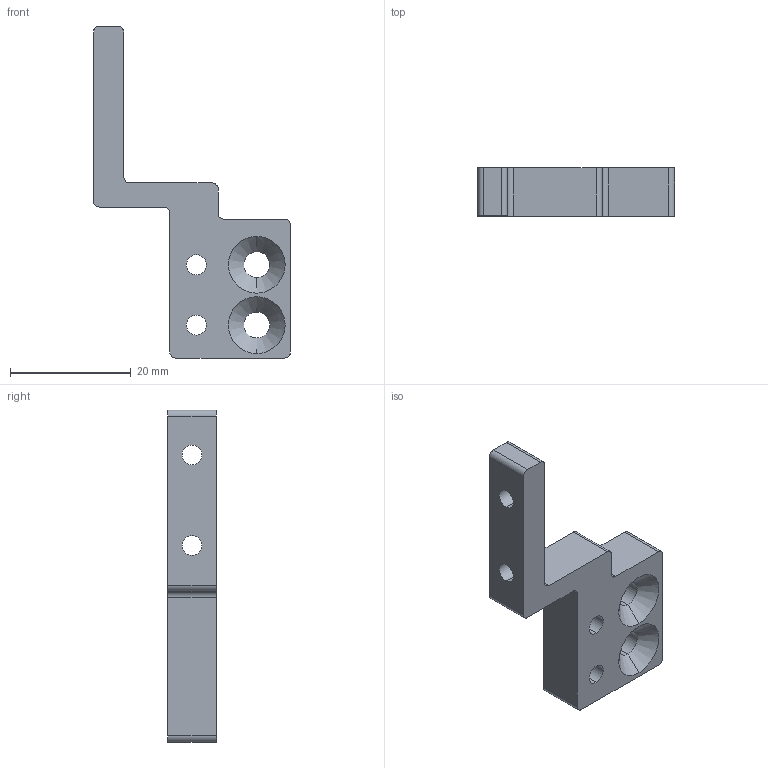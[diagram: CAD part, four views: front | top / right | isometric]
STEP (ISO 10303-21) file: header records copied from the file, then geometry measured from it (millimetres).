
FILE_DESCRIPTION (( 'STEP AP203' ), '1' );
FILE_NAME ('TIT-040-A-Fixation-sv-2.STEP', '2022-05-25T11:52:32', ( '' ), ( '' ), 'SwSTEP 2.0', 'SolidWorks 2016', '' );
FILE_SCHEMA (( 'CONFIG_CONTROL_DESIGN' ));
Length unit declared in the file: millimetre
Products named in the file (1): TIT-040-A-Fixation-sv-2
Bounding box: 32.65 x 8 x 55 mm (x, y, z)
Volume: 4924.6 mm3; surface area: 3079.3 mm2
Topology: 1 solids, 1 shells, 38 faces, 104 edges, 68 vertices
Faces by surface type: cylinder 22, plane 12, cone 4
Entity records: 1325 total; most frequent: DIRECTION 230, CARTESIAN_POINT 211, ORIENTED_EDGE 208, EDGE_CURVE 104, AXIS2_PLACEMENT_3D 87, VERTEX_POINT 68, VECTOR 56, LINE 56
